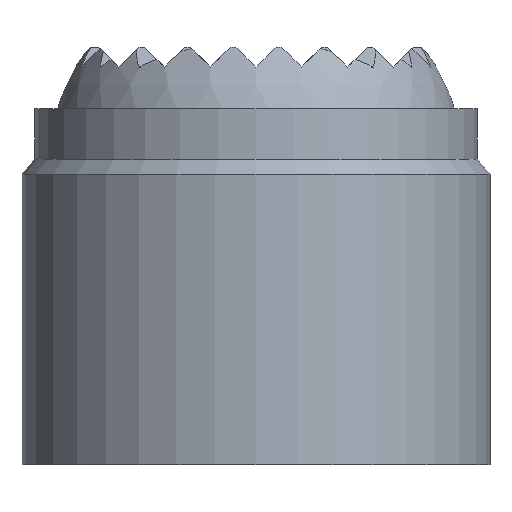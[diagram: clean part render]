
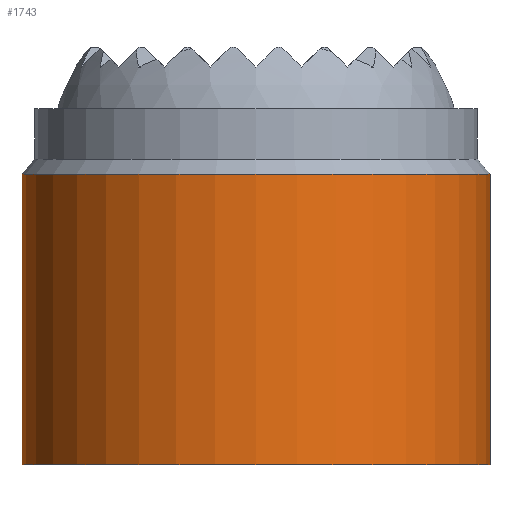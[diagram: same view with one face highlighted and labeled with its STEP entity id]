
A CAD part, front view. The second image highlights one B-rep face of the part: STEP entity #1743.
In plain terms, the highlighted cylindrical face has radius 14 mm (diameter 28 mm), a partial arc.
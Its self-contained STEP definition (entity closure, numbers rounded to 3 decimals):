
#1309=EDGE_CURVE('',#3329,#1773,#3604,.T.);
#1673=EDGE_CURVE('',#2819,#2961,#4002,.T.);
#1743=ADVANCED_FACE('',(#4078),#4079,.T.);
#1773=VERTEX_POINT('',#4112);
#2717=EDGE_CURVE('',#2819,#1773,#5183,.T.);
#2819=VERTEX_POINT('',#5296);
#2935=EDGE_CURVE('',#2961,#3329,#5430,.T.);
#2961=VERTEX_POINT('',#5462);
#3329=VERTEX_POINT('',#5872);
#3604=LINE('',#6225,#6226);
#4002=LINE('',#6816,#6817);
#4078=FACE_OUTER_BOUND('',#6930,.T.);
#4079=CYLINDRICAL_SURFACE('',#6931,14.0);
#4112=CARTESIAN_POINT('',(14.0,0.,17.4));
#5183=CIRCLE('',#8470,14.0);
#5296=CARTESIAN_POINT('',(-14.0,0.,17.4));
#5430=CIRCLE('',#8817,14.0);
#5462=CARTESIAN_POINT('',(-14.0,0.,0.));
#5872=CARTESIAN_POINT('',(14.0,0.,0.));
#6225=CARTESIAN_POINT('',(14.0,0.,8.7));
#6226=VECTOR('',#9714,1.0);
#6816=CARTESIAN_POINT('',(-14.0,0.,8.7));
#6817=VECTOR('',#10150,1.0);
#6930=EDGE_LOOP('',(#10218,#10219,#10220,#10221));
#6931=AXIS2_PLACEMENT_3D('',#10222,#10223,#10224);
#8470=AXIS2_PLACEMENT_3D('',#11572,#11573,#11574);
#8817=AXIS2_PLACEMENT_3D('',#11879,#11880,#11881);
#9714=DIRECTION('',(0.,0.,1.0));
#10150=DIRECTION('',(0.,0.,-1.0));
#10218=ORIENTED_EDGE('',*,*,#1309,.T.);
#10219=ORIENTED_EDGE('',*,*,#2717,.F.);
#10220=ORIENTED_EDGE('',*,*,#1673,.T.);
#10221=ORIENTED_EDGE('',*,*,#2935,.T.);
#10222=CARTESIAN_POINT('',(0.,0.,8.7));
#10223=DIRECTION('',(0.,0.,-1.0));
#10224=DIRECTION('',(1.0,0.,0.));
#11572=CARTESIAN_POINT('',(0.,0.,17.4));
#11573=DIRECTION('',(0.,0.,1.0));
#11574=DIRECTION('',(1.0,0.,0.));
#11879=CARTESIAN_POINT('',(0.,0.,0.));
#11880=DIRECTION('',(0.,0.,1.0));
#11881=DIRECTION('',(1.0,0.,0.));
